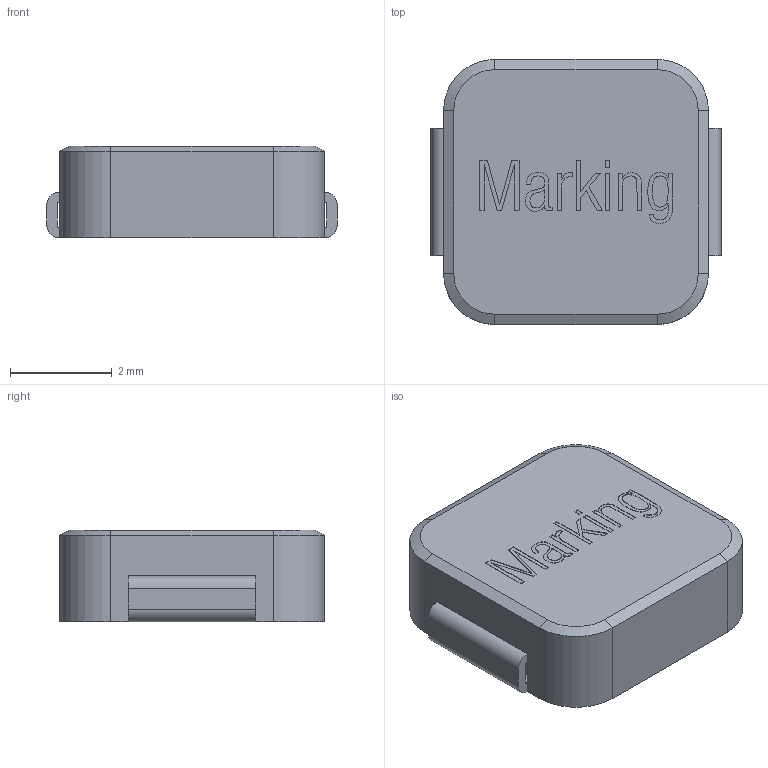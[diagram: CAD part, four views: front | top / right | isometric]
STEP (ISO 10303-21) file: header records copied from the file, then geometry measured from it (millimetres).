
FILE_DESCRIPTION(/* description */ ('Unknown'),/* implementation_level */ '2;1');
FILE_NAME(/* name */ 'L_Wurth_WE-LHMI-5020',/* time_stamp */ '2023-02-01T17:27:07+08:00',/* author */ ('Unknown'),/* organization */ ('Unknown'),/* preprocessor_version */ 'ST-DEVELOPER v16.7',/* originating_system */ 'Solid Edge',/* authorisation */ 'Unknown');
FILE_SCHEMA (('AUTOMOTIVE_DESIGN {1 0 10303 214 3 1 1}'));
Length unit declared in the file: millimetre
Products named in the file (1): L_Wurth_WE-LHMI-5020
Bounding box: 5.7 x 5.2 x 1.8 mm (x, y, z)
Volume: 46.7 mm3; surface area: 97.9 mm2
Topology: 1 solids, 1 shells, 135 faces, 347 edges, 222 vertices
Faces by surface type: plane 107, bspline 12, cylinder 12, cone 4
Entity records: 5333 total; most frequent: CARTESIAN_POINT 1142, ORIENTED_EDGE 692, DIRECTION 598, EDGE_CURVE 346, LINE 294, VECTOR 294, VERTEX_POINT 222, AXIS2_PLACEMENT_3D 152
